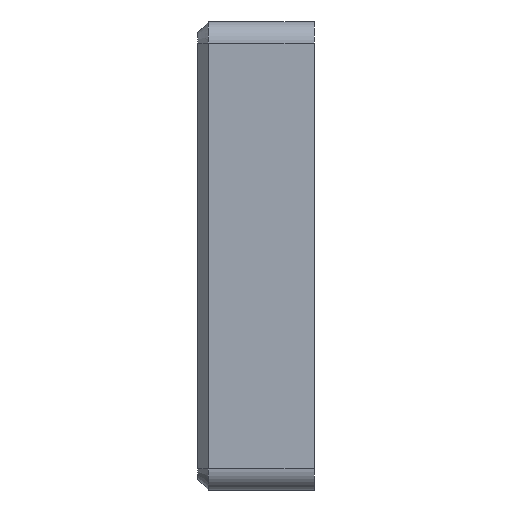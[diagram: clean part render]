
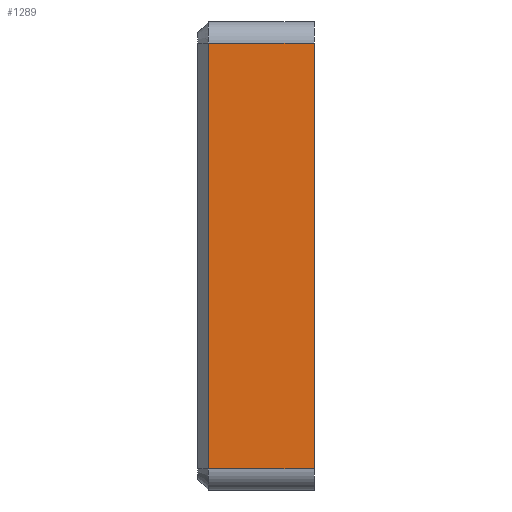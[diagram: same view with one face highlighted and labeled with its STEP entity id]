
A CAD part, left-side view. The second image highlights one B-rep face of the part: STEP entity #1289.
In plain terms, the highlighted planar face has unit normal (-1, 0, 0).
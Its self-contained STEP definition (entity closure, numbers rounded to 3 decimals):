
#89=FACE_OUTER_BOUND('',#166,.T.);
#166=EDGE_LOOP('',(#927,#928,#929,#930));
#238=LINE('',#1855,#394);
#258=LINE('',#1914,#414);
#268=LINE('',#1935,#424);
#269=LINE('',#1937,#425);
#394=VECTOR('',#1489,10.);
#414=VECTOR('',#1549,10.);
#424=VECTOR('',#1563,10.);
#425=VECTOR('',#1566,10.);
#548=VERTEX_POINT('',#1846);
#550=VERTEX_POINT('',#1853);
#568=VERTEX_POINT('',#1911);
#569=VERTEX_POINT('',#1913);
#672=EDGE_CURVE('',#550,#548,#238,.T.);
#701=EDGE_CURVE('',#568,#569,#258,.T.);
#712=EDGE_CURVE('',#548,#568,#268,.T.);
#713=EDGE_CURVE('',#569,#550,#269,.T.);
#927=ORIENTED_EDGE('',*,*,#672,.F.);
#928=ORIENTED_EDGE('',*,*,#713,.F.);
#929=ORIENTED_EDGE('',*,*,#701,.F.);
#930=ORIENTED_EDGE('',*,*,#712,.F.);
#1223=PLANE('',#1394);
#1289=ADVANCED_FACE('',(#89),#1223,.T.);
#1394=AXIS2_PLACEMENT_3D('',#1936,#1564,#1565);
#1489=DIRECTION('',(0.,0.,1.));
#1549=DIRECTION('',(0.,0.,-1.));
#1563=DIRECTION('',(0.,-1.,0.));
#1564=DIRECTION('center_axis',(-1.,0.,0.));
#1565=DIRECTION('ref_axis',(0.,0.,-1.));
#1566=DIRECTION('',(0.,1.,0.));
#1846=CARTESIAN_POINT('',(-5.975,18.,78.375));
#1853=CARTESIAN_POINT('',(-5.975,18.,-1.975));
#1855=CARTESIAN_POINT('',(-5.975,18.,60.287));
#1911=CARTESIAN_POINT('',(-5.975,-2.,78.375));
#1913=CARTESIAN_POINT('',(-5.975,-2.,-1.975));
#1914=CARTESIAN_POINT('',(-5.975,-2.,-5.975));
#1935=CARTESIAN_POINT('',(-5.975,0.,78.375));
#1936=CARTESIAN_POINT('Origin',(-5.975,0.,82.375));
#1937=CARTESIAN_POINT('',(-5.975,0.,-1.975));
